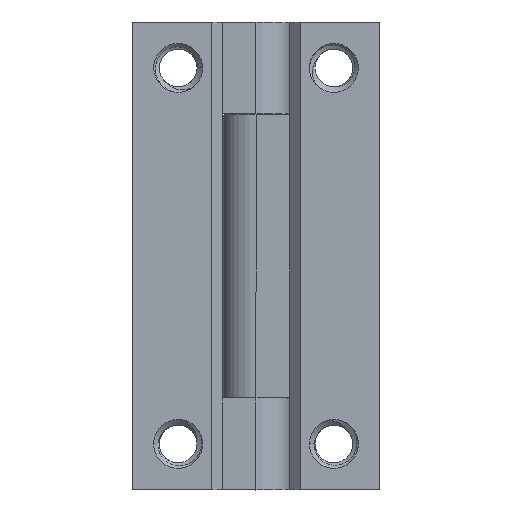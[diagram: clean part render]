
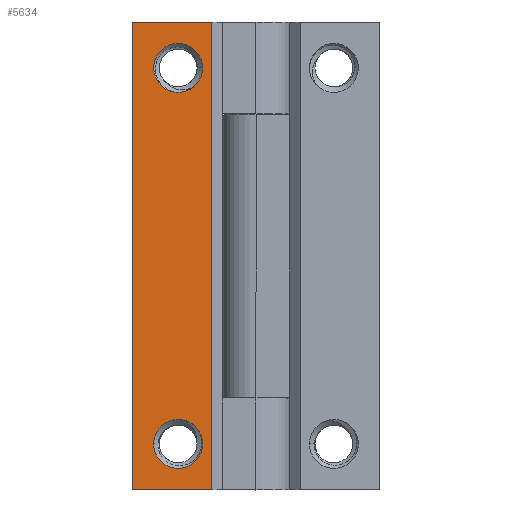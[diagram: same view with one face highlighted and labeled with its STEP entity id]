
A CAD part, top view. The second image highlights one B-rep face of the part: STEP entity #5634.
In plain terms, the highlighted planar face has unit normal (0, 0, 1).
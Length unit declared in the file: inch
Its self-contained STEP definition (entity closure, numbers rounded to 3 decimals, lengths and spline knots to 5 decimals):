
#7 = DIRECTION ( 'NONE',  ( 0., 0., -1. ) ) ;
#73 = AXIS2_PLACEMENT_3D ( 'NONE', #8774, #8022, #2166 ) ;
#142 = FACE_OUTER_BOUND ( 'NONE', #7155, .T. ) ;
#294 = ORIENTED_EDGE ( 'NONE', *, *, #1992, .T. ) ;
#369 = VERTEX_POINT ( 'NONE', #7216 ) ;
#449 = ORIENTED_EDGE ( 'NONE', *, *, #6429, .T. ) ;
#471 = CARTESIAN_POINT ( 'NONE',  ( -0.15064, 0.12967, 0.125 ) ) ;
#484 = CIRCLE ( 'NONE', #5387, 0.069 ) ;
#500 = CARTESIAN_POINT ( 'NONE',  ( -0.21433, 0.19847, 0.125 ) ) ;
#639 = DIRECTION ( 'NONE',  ( -1., 0., 0. ) ) ;
#812 = EDGE_CURVE ( 'NONE', #6982, #1869, #4184, .T. ) ;
#1066 = VERTEX_POINT ( 'NONE', #471 ) ;
#1130 = ORIENTED_EDGE ( 'NONE', *, *, #812, .T. ) ;
#1158 = VERTEX_POINT ( 'NONE', #9436 ) ;
#1176 = FACE_BOUND ( 'NONE', #7989, .T. ) ;
#1277 = DIRECTION ( 'NONE',  ( -1., 0., 0. ) ) ;
#1335 = AXIS2_PLACEMENT_3D ( 'NONE', #2087, #8603, #8634 ) ;
#1572 = AXIS2_PLACEMENT_3D ( 'NONE', #9327, #7130, #1277 ) ;
#1642 = CARTESIAN_POINT ( 'NONE',  ( -0.18261, 1.13211, 0.125 ) ) ;
#1701 = EDGE_CURVE ( 'NONE', #6982, #369, #3584, .T. ) ;
#1752 = VERTEX_POINT ( 'NONE', #7636 ) ;
#1774 = CARTESIAN_POINT ( 'NONE',  ( 0., 1.32, 0.125 ) ) ;
#1804 = DIRECTION ( 'NONE',  ( -1., 0., 0. ) ) ;
#1869 = VERTEX_POINT ( 'NONE', #3352 ) ;
#1874 = ORIENTED_EDGE ( 'NONE', *, *, #2060, .T. ) ;
#1964 = CARTESIAN_POINT ( 'NONE',  ( 0., 0., 0.125 ) ) ;
#1992 = EDGE_CURVE ( 'NONE', #9009, #6847, #8323, .T. ) ;
#2060 = EDGE_CURVE ( 'NONE', #3540, #1066, #4790, .T. ) ;
#2087 = CARTESIAN_POINT ( 'NONE',  ( -0.21964, 1.19033, 0.125 ) ) ;
#2118 = EDGE_CURVE ( 'NONE', #1869, #1752, #8778, .T. ) ;
#2166 = DIRECTION ( 'NONE',  ( -1., 0., 0. ) ) ;
#2310 = LINE ( 'NONE', #2624, #9139 ) ;
#2340 = DIRECTION ( 'NONE',  ( 0., 0., -1. ) ) ;
#2492 = EDGE_CURVE ( 'NONE', #1158, #4405, #3423, .T. ) ;
#2624 = CARTESIAN_POINT ( 'NONE',  ( -0.125, 0., 0.125 ) ) ;
#2681 = EDGE_LOOP ( 'NONE', ( #3113, #7597, #294, #9113, #5821 ) ) ;
#3113 = ORIENTED_EDGE ( 'NONE', *, *, #2492, .T. ) ;
#3320 = VECTOR ( 'NONE', #7035, 39.37008 ) ;
#3321 = CARTESIAN_POINT ( 'NONE',  ( -0.21964, 1.19033, 0.125 ) ) ;
#3352 = CARTESIAN_POINT ( 'NONE',  ( -0.34934, 0., 0.125 ) ) ;
#3423 = CIRCLE ( 'NONE', #1335, 0.069 ) ;
#3540 = VERTEX_POINT ( 'NONE', #6571 ) ;
#3584 = LINE ( 'NONE', #1774, #6329 ) ;
#3605 = DIRECTION ( 'NONE',  ( 0., 0., -1. ) ) ;
#3608 = VERTEX_POINT ( 'NONE', #5875 ) ;
#3765 = ORIENTED_EDGE ( 'NONE', *, *, #7931, .T. ) ;
#3843 = DIRECTION ( 'NONE',  ( -1., 0., 0. ) ) ;
#3954 = VECTOR ( 'NONE', #4285, 39.37008 ) ;
#4008 = CIRCLE ( 'NONE', #6394, 0.069 ) ;
#4059 = AXIS2_PLACEMENT_3D ( 'NONE', #4382, #7, #5841 ) ;
#4092 = CIRCLE ( 'NONE', #5635, 0.069 ) ;
#4184 = LINE ( 'NONE', #7162, #3954 ) ;
#4247 = CARTESIAN_POINT ( 'NONE',  ( -0.21964, 1.19033, 0.125 ) ) ;
#4285 = DIRECTION ( 'NONE',  ( 0., -1., 0. ) ) ;
#4382 = CARTESIAN_POINT ( 'NONE',  ( -0.21964, 1.19033, 0.125 ) ) ;
#4405 = VERTEX_POINT ( 'NONE', #1642 ) ;
#4542 = ORIENTED_EDGE ( 'NONE', *, *, #8256, .T. ) ;
#4634 = CARTESIAN_POINT ( 'NONE',  ( -0.34934, 1.32, 0.125 ) ) ;
#4790 = CIRCLE ( 'NONE', #1572, 0.069 ) ;
#4902 = EDGE_CURVE ( 'NONE', #4405, #9009, #4092, .T. ) ;
#4978 = DIRECTION ( 'NONE',  ( 0., 0., -1. ) ) ;
#4992 = DIRECTION ( 'NONE',  ( -1., 0., 0. ) ) ;
#5202 = CARTESIAN_POINT ( 'NONE',  ( -0.28864, 1.19033, 0.125 ) ) ;
#5215 = ORIENTED_EDGE ( 'NONE', *, *, #5398, .T. ) ;
#5222 = DIRECTION ( 'NONE',  ( 0., 0., -1. ) ) ;
#5338 = DIRECTION ( 'NONE',  ( -1., 0., 0. ) ) ;
#5387 = AXIS2_PLACEMENT_3D ( 'NONE', #4247, #4978, #639 ) ;
#5398 = EDGE_CURVE ( 'NONE', #1066, #3608, #6522, .T. ) ;
#5472 = ORIENTED_EDGE ( 'NONE', *, *, #1701, .F. ) ;
#5560 = EDGE_CURVE ( 'NONE', #6847, #6616, #7880, .T. ) ;
#5634 = ADVANCED_FACE ( 'NONE', ( #7202, #1176, #142 ), #8149, .F. ) ;
#5635 = AXIS2_PLACEMENT_3D ( 'NONE', #7363, #8098, #5338 ) ;
#5794 = ORIENTED_EDGE ( 'NONE', *, *, #2118, .T. ) ;
#5820 = CARTESIAN_POINT ( 'NONE',  ( -0.15064, 1.19033, 0.125 ) ) ;
#5821 = ORIENTED_EDGE ( 'NONE', *, *, #7210, .T. ) ;
#5841 = DIRECTION ( 'NONE',  ( -1., 0., 0. ) ) ;
#5875 = CARTESIAN_POINT ( 'NONE',  ( -0.28864, 0.12967, 0.125 ) ) ;
#5893 = VERTEX_POINT ( 'NONE', #500 ) ;
#5997 = AXIS2_PLACEMENT_3D ( 'NONE', #6003, #5222, #3843 ) ;
#6003 = CARTESIAN_POINT ( 'NONE',  ( 0., 1.32, 0.125 ) ) ;
#6147 = DIRECTION ( 'NONE',  ( 0., 0., -1. ) ) ;
#6329 = VECTOR ( 'NONE', #8284, 39.37008 ) ;
#6394 = AXIS2_PLACEMENT_3D ( 'NONE', #7229, #3605, #4992 ) ;
#6429 = EDGE_CURVE ( 'NONE', #1752, #369, #2310, .T. ) ;
#6522 = CIRCLE ( 'NONE', #73, 0.069 ) ;
#6534 = CARTESIAN_POINT ( 'NONE',  ( -0.22541, 1.12157, 0.125 ) ) ;
#6571 = CARTESIAN_POINT ( 'NONE',  ( -0.16678, 0.17402, 0.125 ) ) ;
#6616 = VERTEX_POINT ( 'NONE', #5820 ) ;
#6667 = AXIS2_PLACEMENT_3D ( 'NONE', #6687, #2340, #7461 ) ;
#6687 = CARTESIAN_POINT ( 'NONE',  ( -0.21964, 0.12967, 0.125 ) ) ;
#6847 = VERTEX_POINT ( 'NONE', #5202 ) ;
#6982 = VERTEX_POINT ( 'NONE', #4634 ) ;
#7035 = DIRECTION ( 'NONE',  ( 1., 0., 0. ) ) ;
#7130 = DIRECTION ( 'NONE',  ( 0., 0., -1. ) ) ;
#7155 = EDGE_LOOP ( 'NONE', ( #5794, #449, #5472, #1130 ) ) ;
#7162 = CARTESIAN_POINT ( 'NONE',  ( -0.34934, 1.32, 0.125 ) ) ;
#7202 = FACE_BOUND ( 'NONE', #2681, .T. ) ;
#7210 = EDGE_CURVE ( 'NONE', #6616, #1158, #484, .T. ) ;
#7216 = CARTESIAN_POINT ( 'NONE',  ( -0.125, 1.32, 0.125 ) ) ;
#7229 = CARTESIAN_POINT ( 'NONE',  ( -0.21964, 0.12967, 0.125 ) ) ;
#7363 = CARTESIAN_POINT ( 'NONE',  ( -0.21964, 1.19033, 0.125 ) ) ;
#7461 = DIRECTION ( 'NONE',  ( -1., 0., 0. ) ) ;
#7597 = ORIENTED_EDGE ( 'NONE', *, *, #4902, .T. ) ;
#7636 = CARTESIAN_POINT ( 'NONE',  ( -0.125, 0., 0.125 ) ) ;
#7658 = DIRECTION ( 'NONE',  ( 0., 1., 0. ) ) ;
#7880 = CIRCLE ( 'NONE', #4059, 0.069 ) ;
#7931 = EDGE_CURVE ( 'NONE', #3608, #5893, #8569, .T. ) ;
#7989 = EDGE_LOOP ( 'NONE', ( #4542, #1874, #5215, #3765 ) ) ;
#8022 = DIRECTION ( 'NONE',  ( 0., 0., -1. ) ) ;
#8098 = DIRECTION ( 'NONE',  ( 0., 0., -1. ) ) ;
#8149 = PLANE ( 'NONE',  #5997 ) ;
#8256 = EDGE_CURVE ( 'NONE', #5893, #3540, #4008, .T. ) ;
#8284 = DIRECTION ( 'NONE',  ( 1., 0., 0. ) ) ;
#8323 = CIRCLE ( 'NONE', #9201, 0.069 ) ;
#8569 = CIRCLE ( 'NONE', #6667, 0.069 ) ;
#8603 = DIRECTION ( 'NONE',  ( 0., 0., -1. ) ) ;
#8634 = DIRECTION ( 'NONE',  ( -1., 0., 0. ) ) ;
#8774 = CARTESIAN_POINT ( 'NONE',  ( -0.21964, 0.12967, 0.125 ) ) ;
#8778 = LINE ( 'NONE', #1964, #3320 ) ;
#9009 = VERTEX_POINT ( 'NONE', #6534 ) ;
#9113 = ORIENTED_EDGE ( 'NONE', *, *, #5560, .T. ) ;
#9139 = VECTOR ( 'NONE', #7658, 39.37008 ) ;
#9201 = AXIS2_PLACEMENT_3D ( 'NONE', #3321, #6147, #1804 ) ;
#9327 = CARTESIAN_POINT ( 'NONE',  ( -0.21964, 0.12967, 0.125 ) ) ;
#9436 = CARTESIAN_POINT ( 'NONE',  ( -0.175, 1.13771, 0.125 ) ) ;
